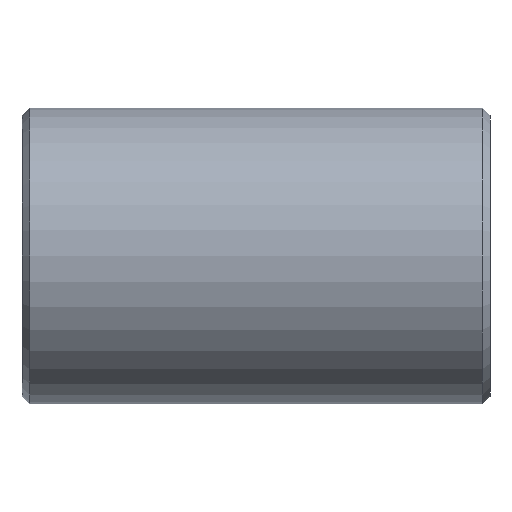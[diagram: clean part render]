
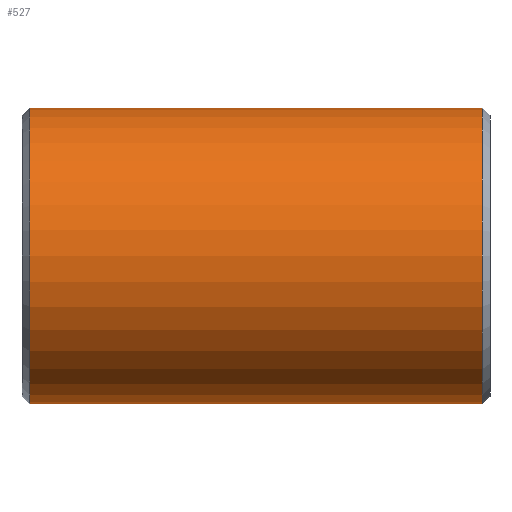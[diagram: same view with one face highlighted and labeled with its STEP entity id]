
A CAD part, front view. The second image highlights one B-rep face of the part: STEP entity #527.
In plain terms, the highlighted cylindrical face has radius 136.525 mm (diameter 273.05 mm), a partial arc.
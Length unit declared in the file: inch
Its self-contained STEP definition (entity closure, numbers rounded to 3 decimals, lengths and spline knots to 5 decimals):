
#30 = VERTEX_POINT ( 'NONE', #687 ) ;
#47 = VERTEX_POINT ( 'NONE', #628 ) ;
#94 = VERTEX_POINT ( 'NONE', #182 ) ;
#96 = EDGE_CURVE ( 'NONE', #94, #610, #815, .T. ) ;
#104 = DIRECTION ( 'NONE',  ( 0., 0., -1. ) ) ;
#107 = ORIENTED_EDGE ( 'NONE', *, *, #569, .T. ) ;
#130 = CYLINDRICAL_SURFACE ( 'NONE', #614, 5.375 ) ;
#179 = ORIENTED_EDGE ( 'NONE', *, *, #96, .T. ) ;
#182 = CARTESIAN_POINT ( 'NONE',  ( -8.21867, 0., 5.375 ) ) ;
#250 = CARTESIAN_POINT ( 'NONE',  ( 8.5, 0., 0. ) ) ;
#255 = CARTESIAN_POINT ( 'NONE',  ( 8.5, 0., -5.375 ) ) ;
#278 = ORIENTED_EDGE ( 'NONE', *, *, #794, .T. ) ;
#284 = DIRECTION ( 'NONE',  ( -1., 0., 0. ) ) ;
#317 = CARTESIAN_POINT ( 'NONE',  ( 8.5, 0., 5.375 ) ) ;
#319 = AXIS2_PLACEMENT_3D ( 'NONE', #511, #438, #391 ) ;
#322 = CARTESIAN_POINT ( 'NONE',  ( -8.21867, 0., -5.375 ) ) ;
#361 = CARTESIAN_POINT ( 'NONE',  ( 8.21867, 0., 0. ) ) ;
#391 = DIRECTION ( 'NONE',  ( 0., 0., 1. ) ) ;
#397 = EDGE_CURVE ( 'NONE', #47, #610, #830, .T. ) ;
#438 = DIRECTION ( 'NONE',  ( 1., 0., 0. ) ) ;
#439 = DIRECTION ( 'NONE',  ( 0., 0., 1. ) ) ;
#511 = CARTESIAN_POINT ( 'NONE',  ( -8.21867, 0., 0. ) ) ;
#527 = ADVANCED_FACE ( 'NONE', ( #571 ), #130, .T. ) ;
#531 = EDGE_LOOP ( 'NONE', ( #589, #278, #107, #179 ) ) ;
#569 = EDGE_CURVE ( 'NONE', #30, #94, #748, .T. ) ;
#571 = FACE_OUTER_BOUND ( 'NONE', #531, .T. ) ;
#589 = ORIENTED_EDGE ( 'NONE', *, *, #397, .F. ) ;
#592 = AXIS2_PLACEMENT_3D ( 'NONE', #361, #284, #104 ) ;
#610 = VERTEX_POINT ( 'NONE', #322 ) ;
#614 = AXIS2_PLACEMENT_3D ( 'NONE', #250, #688, #439 ) ;
#628 = CARTESIAN_POINT ( 'NONE',  ( 8.21867, 0., -5.375 ) ) ;
#640 = VECTOR ( 'NONE', #817, 39.37008 ) ;
#687 = CARTESIAN_POINT ( 'NONE',  ( 8.21867, 0., 5.375 ) ) ;
#688 = DIRECTION ( 'NONE',  ( -1., 0., 0. ) ) ;
#736 = CIRCLE ( 'NONE', #592, 5.375 ) ;
#740 = VECTOR ( 'NONE', #771, 39.37008 ) ;
#748 = LINE ( 'NONE', #317, #640 ) ;
#771 = DIRECTION ( 'NONE',  ( -1., 0., 0. ) ) ;
#794 = EDGE_CURVE ( 'NONE', #47, #30, #736, .T. ) ;
#815 = CIRCLE ( 'NONE', #319, 5.375 ) ;
#817 = DIRECTION ( 'NONE',  ( -1., 0., 0. ) ) ;
#830 = LINE ( 'NONE', #255, #740 ) ;
